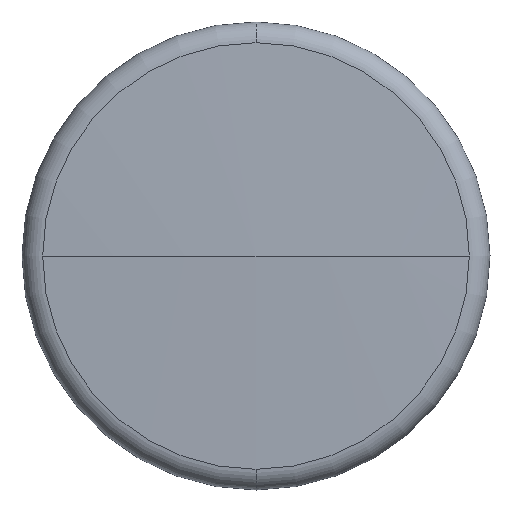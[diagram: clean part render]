
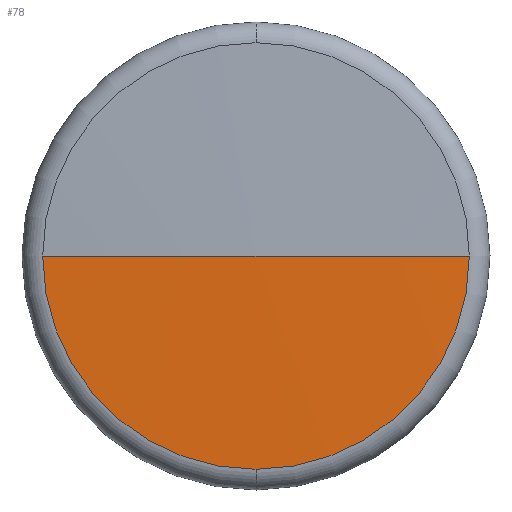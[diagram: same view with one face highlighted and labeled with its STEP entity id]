
A CAD part, front view. The second image highlights one B-rep face of the part: STEP entity #78.
In plain terms, the highlighted spherical face has radius 360.783 mm.
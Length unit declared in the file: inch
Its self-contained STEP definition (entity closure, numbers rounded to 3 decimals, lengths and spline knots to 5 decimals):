
#2 = CIRCLE ( 'NONE', #195, 0.68689 ) ;
#19 = SPHERICAL_SURFACE ( 'NONE', #45, 14.20406 ) ;
#31 = CIRCLE ( 'NONE', #357, 14.20406 ) ;
#36 = CARTESIAN_POINT ( 'NONE',  ( 0., 14.20406, 0. ) ) ;
#45 = AXIS2_PLACEMENT_3D ( 'NONE', #57, #347, #152 ) ;
#47 = VERTEX_POINT ( 'NONE', #267 ) ;
#54 = EDGE_CURVE ( 'NONE', #271, #47, #31, .T. ) ;
#55 = CARTESIAN_POINT ( 'NONE',  ( 0., 14.20406, 0. ) ) ;
#57 = CARTESIAN_POINT ( 'NONE',  ( 0., 14.20406, 0. ) ) ;
#64 = DIRECTION ( 'NONE',  ( 0., 1., 0. ) ) ;
#69 = AXIS2_PLACEMENT_3D ( 'NONE', #154, #388, #185 ) ;
#76 = ORIENTED_EDGE ( 'NONE', *, *, #395, .F. ) ;
#78 = ADVANCED_FACE ( 'NONE', ( #109 ), #19, .T. ) ;
#86 = DIRECTION ( 'NONE',  ( -1., 0., 0. ) ) ;
#94 = EDGE_CURVE ( 'NONE', #361, #293, #270, .T. ) ;
#96 = EDGE_LOOP ( 'NONE', ( #76, #382, #318, #135 ) ) ;
#108 = DIRECTION ( 'NONE',  ( 1., 0., 0. ) ) ;
#109 = FACE_OUTER_BOUND ( 'NONE', #96, .T. ) ;
#133 = CARTESIAN_POINT ( 'NONE',  ( 0.68689, 0.01662, 0. ) ) ;
#135 = ORIENTED_EDGE ( 'NONE', *, *, #94, .F. ) ;
#152 = DIRECTION ( 'NONE',  ( 1., 0., 0. ) ) ;
#154 = CARTESIAN_POINT ( 'NONE',  ( 0., 0.01662, 0. ) ) ;
#158 = EDGE_CURVE ( 'NONE', #293, #47, #2, .T. ) ;
#185 = DIRECTION ( 'NONE',  ( 0., 0., 1. ) ) ;
#189 = AXIS2_PLACEMENT_3D ( 'NONE', #36, #262, #108 ) ;
#195 = AXIS2_PLACEMENT_3D ( 'NONE', #251, #64, #287 ) ;
#251 = CARTESIAN_POINT ( 'NONE',  ( 0., 0.01662, 0. ) ) ;
#262 = DIRECTION ( 'NONE',  ( 0., 0., 1. ) ) ;
#267 = CARTESIAN_POINT ( 'NONE',  ( -0.68689, 0.01662, 0. ) ) ;
#270 = CIRCLE ( 'NONE', #69, 0.68689 ) ;
#271 = VERTEX_POINT ( 'NONE', #323 ) ;
#276 = DIRECTION ( 'NONE',  ( 0., 0., -1. ) ) ;
#287 = DIRECTION ( 'NONE',  ( 0., 0., 1. ) ) ;
#293 = VERTEX_POINT ( 'NONE', #424 ) ;
#318 = ORIENTED_EDGE ( 'NONE', *, *, #158, .F. ) ;
#323 = CARTESIAN_POINT ( 'NONE',  ( 0., 0., 0. ) ) ;
#347 = DIRECTION ( 'NONE',  ( 0., 0., -1. ) ) ;
#357 = AXIS2_PLACEMENT_3D ( 'NONE', #55, #276, #86 ) ;
#361 = VERTEX_POINT ( 'NONE', #133 ) ;
#380 = CIRCLE ( 'NONE', #189, 14.20406 ) ;
#382 = ORIENTED_EDGE ( 'NONE', *, *, #54, .T. ) ;
#388 = DIRECTION ( 'NONE',  ( 0., 1., 0. ) ) ;
#395 = EDGE_CURVE ( 'NONE', #271, #361, #380, .T. ) ;
#424 = CARTESIAN_POINT ( 'NONE',  ( 0., 0.01662, -0.68689 ) ) ;
